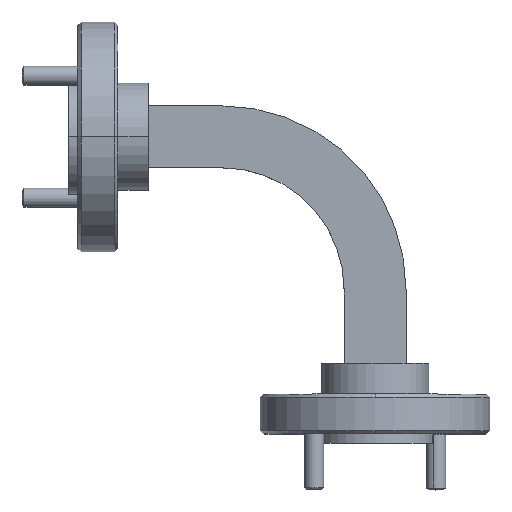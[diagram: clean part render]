
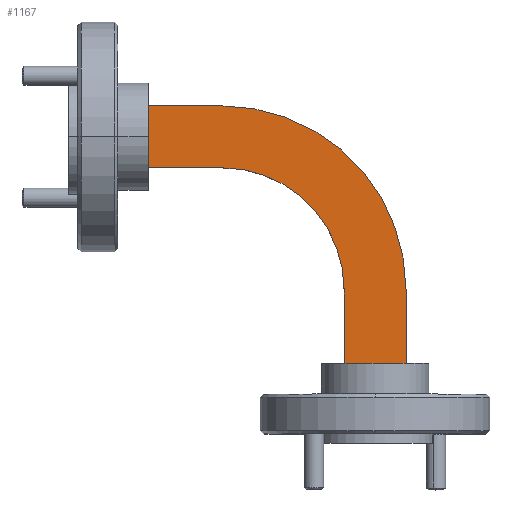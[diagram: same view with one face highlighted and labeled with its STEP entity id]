
A CAD part, top view. The second image highlights one B-rep face of the part: STEP entity #1167.
In plain terms, the highlighted planar face has unit normal (0, 0, 1).
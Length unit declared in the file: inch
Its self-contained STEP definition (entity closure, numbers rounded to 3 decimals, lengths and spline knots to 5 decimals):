
#5 = EDGE_CURVE ( 'NONE', #2297, #4440, #4245, .T. ) ;
#222 = CARTESIAN_POINT ( 'NONE',  ( -0.6617, 0.399, 0.0705 ) ) ;
#234 = CIRCLE ( 'NONE', #3709, 0.601 ) ;
#376 = CARTESIAN_POINT ( 'NONE',  ( -0.0227, -0.24, 0.0705 ) ) ;
#511 = VERTEX_POINT ( 'NONE', #3338 ) ;
#526 = CARTESIAN_POINT ( 'NONE',  ( -0.4217, 0., 0.0705 ) ) ;
#649 = ORIENTED_EDGE ( 'NONE', *, *, #3364, .F. ) ;
#661 = CARTESIAN_POINT ( 'NONE',  ( -0.4217, 0.399, 0.0705 ) ) ;
#854 = ORIENTED_EDGE ( 'NONE', *, *, #3275, .F. ) ;
#897 = DIRECTION ( 'NONE',  ( -1., 0., 0. ) ) ;
#954 = DIRECTION ( 'NONE',  ( 0., -1., 0. ) ) ;
#998 = VECTOR ( 'NONE', #1025, 39.37008 ) ;
#1025 = DIRECTION ( 'NONE',  ( -1., 0., 0. ) ) ;
#1027 = CARTESIAN_POINT ( 'NONE',  ( -0.4217, 0.601, 0.0705 ) ) ;
#1144 = AXIS2_PLACEMENT_3D ( 'NONE', #3494, #4202, #2128 ) ;
#1167 = ADVANCED_FACE ( 'NONE', ( #1441 ), #3851, .T. ) ;
#1441 = FACE_OUTER_BOUND ( 'NONE', #4136, .T. ) ;
#1480 = DIRECTION ( 'NONE',  ( 0., 0., -1. ) ) ;
#1684 = CARTESIAN_POINT ( 'NONE',  ( 0.1793, -0.24, 0.0705 ) ) ;
#1803 = VERTEX_POINT ( 'NONE', #4386 ) ;
#1909 = EDGE_CURVE ( 'NONE', #3084, #4135, #3051, .T. ) ;
#2024 = VECTOR ( 'NONE', #3145, 39.37008 ) ;
#2128 = DIRECTION ( 'NONE',  ( 1., 0., 0. ) ) ;
#2147 = CARTESIAN_POINT ( 'NONE',  ( -0.0227, 0., 0.0705 ) ) ;
#2297 = VERTEX_POINT ( 'NONE', #2147 ) ;
#2360 = DIRECTION ( 'NONE',  ( 0., -1., 0. ) ) ;
#2411 = DIRECTION ( 'NONE',  ( 0., 1., 0. ) ) ;
#2446 = ORIENTED_EDGE ( 'NONE', *, *, #2816, .F. ) ;
#2465 = ORIENTED_EDGE ( 'NONE', *, *, #3102, .T. ) ;
#2521 = LINE ( 'NONE', #3757, #3318 ) ;
#2528 = AXIS2_PLACEMENT_3D ( 'NONE', #3571, #1480, #3940 ) ;
#2641 = EDGE_CURVE ( 'NONE', #4135, #4440, #2521, .T. ) ;
#2647 = VERTEX_POINT ( 'NONE', #3772 ) ;
#2687 = CARTESIAN_POINT ( 'NONE',  ( -0.6617, 0.399, 0.0705 ) ) ;
#2816 = EDGE_CURVE ( 'NONE', #2647, #3084, #234, .T. ) ;
#2850 = ORIENTED_EDGE ( 'NONE', *, *, #2641, .F. ) ;
#2859 = VERTEX_POINT ( 'NONE', #2687 ) ;
#2989 = LINE ( 'NONE', #661, #998 ) ;
#3014 = DIRECTION ( 'NONE',  ( 0., 0., -1. ) ) ;
#3026 = ORIENTED_EDGE ( 'NONE', *, *, #1909, .F. ) ;
#3051 = LINE ( 'NONE', #3430, #3164 ) ;
#3084 = VERTEX_POINT ( 'NONE', #4194 ) ;
#3098 = VECTOR ( 'NONE', #2411, 39.37008 ) ;
#3102 = EDGE_CURVE ( 'NONE', #2647, #1803, #3989, .T. ) ;
#3145 = DIRECTION ( 'NONE',  ( -1., 0., 0. ) ) ;
#3164 = VECTOR ( 'NONE', #954, 39.37008 ) ;
#3275 = EDGE_CURVE ( 'NONE', #2859, #1803, #3314, .T. ) ;
#3298 = VECTOR ( 'NONE', #2360, 39.37008 ) ;
#3314 = LINE ( 'NONE', #222, #3098 ) ;
#3318 = VECTOR ( 'NONE', #3739, 39.37008 ) ;
#3338 = CARTESIAN_POINT ( 'NONE',  ( -0.4217, 0.399, 0.0705 ) ) ;
#3364 = EDGE_CURVE ( 'NONE', #511, #2859, #2989, .T. ) ;
#3430 = CARTESIAN_POINT ( 'NONE',  ( 0.1793, 0., 0.0705 ) ) ;
#3494 = CARTESIAN_POINT ( 'NONE',  ( -0.4217, 0.399, 0.0705 ) ) ;
#3513 = EDGE_CURVE ( 'NONE', #511, #2297, #4090, .T. ) ;
#3571 = CARTESIAN_POINT ( 'NONE',  ( -0.4217, 0., 0.0705 ) ) ;
#3671 = ORIENTED_EDGE ( 'NONE', *, *, #3513, .T. ) ;
#3678 = ORIENTED_EDGE ( 'NONE', *, *, #5, .T. ) ;
#3709 = AXIS2_PLACEMENT_3D ( 'NONE', #526, #3014, #897 ) ;
#3739 = DIRECTION ( 'NONE',  ( -1., 0., 0. ) ) ;
#3757 = CARTESIAN_POINT ( 'NONE',  ( -0.4217, -0.24, 0.0705 ) ) ;
#3772 = CARTESIAN_POINT ( 'NONE',  ( -0.4217, 0.601, 0.0705 ) ) ;
#3851 = PLANE ( 'NONE',  #1144 ) ;
#3873 = CARTESIAN_POINT ( 'NONE',  ( -0.0227, 0., 0.0705 ) ) ;
#3940 = DIRECTION ( 'NONE',  ( -1., 0., 0. ) ) ;
#3989 = LINE ( 'NONE', #1027, #2024 ) ;
#4090 = CIRCLE ( 'NONE', #2528, 0.399 ) ;
#4135 = VERTEX_POINT ( 'NONE', #1684 ) ;
#4136 = EDGE_LOOP ( 'NONE', ( #2850, #3026, #2446, #2465, #854, #649, #3671, #3678 ) ) ;
#4194 = CARTESIAN_POINT ( 'NONE',  ( 0.1793, 0., 0.0705 ) ) ;
#4202 = DIRECTION ( 'NONE',  ( 0., 0., 1. ) ) ;
#4245 = LINE ( 'NONE', #3873, #3298 ) ;
#4386 = CARTESIAN_POINT ( 'NONE',  ( -0.6617, 0.601, 0.0705 ) ) ;
#4440 = VERTEX_POINT ( 'NONE', #376 ) ;
